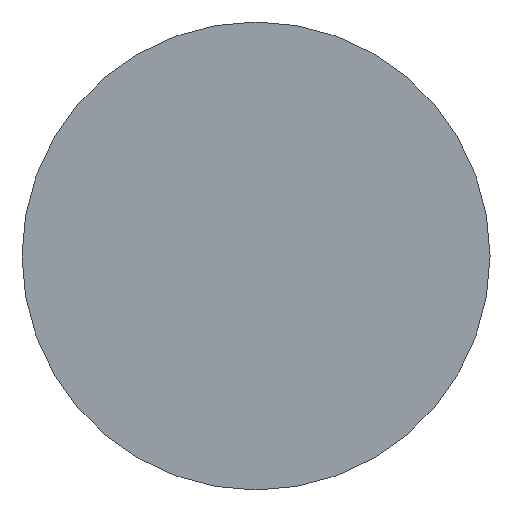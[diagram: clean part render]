
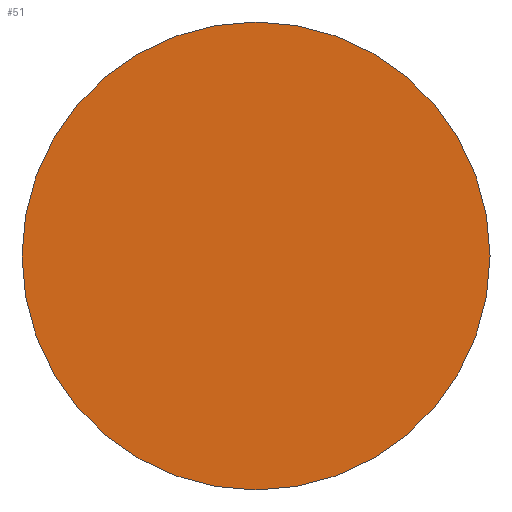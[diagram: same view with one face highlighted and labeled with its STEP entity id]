
A CAD part, front view. The second image highlights one B-rep face of the part: STEP entity #51.
In plain terms, the highlighted planar face has unit normal (0, -1, 0).
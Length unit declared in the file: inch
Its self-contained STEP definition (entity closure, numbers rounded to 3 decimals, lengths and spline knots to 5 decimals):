
#14 = DIRECTION ( 'NONE',  ( 0., -1., 0. ) ) ;
#18 = VERTEX_POINT ( 'NONE', #85 ) ;
#28 = EDGE_CURVE ( 'NONE', #18, #444, #290, .T. ) ;
#51 = ADVANCED_FACE ( 'NONE', ( #59 ), #446, .T. ) ;
#59 = FACE_OUTER_BOUND ( 'NONE', #343, .T. ) ;
#70 = ORIENTED_EDGE ( 'NONE', *, *, #253, .T. ) ;
#83 = CARTESIAN_POINT ( 'NONE',  ( 0., 0., 0. ) ) ;
#85 = CARTESIAN_POINT ( 'NONE',  ( 0., 0., 0.1875 ) ) ;
#234 = AXIS2_PLACEMENT_3D ( 'NONE', #314, #14, #443 ) ;
#253 = EDGE_CURVE ( 'NONE', #444, #18, #415, .T. ) ;
#279 = CARTESIAN_POINT ( 'NONE',  ( 0., 0., 0. ) ) ;
#281 = CARTESIAN_POINT ( 'NONE',  ( 0., 0., -0.1875 ) ) ;
#290 = CIRCLE ( 'NONE', #234, 0.1875 ) ;
#314 = CARTESIAN_POINT ( 'NONE',  ( 0., 0., 0. ) ) ;
#318 = AXIS2_PLACEMENT_3D ( 'NONE', #83, #327, #329 ) ;
#327 = DIRECTION ( 'NONE',  ( 0., -1., 0. ) ) ;
#329 = DIRECTION ( 'NONE',  ( 0., 0., -1. ) ) ;
#334 = DIRECTION ( 'NONE',  ( 0., -1., 0. ) ) ;
#343 = EDGE_LOOP ( 'NONE', ( #70, #442 ) ) ;
#397 = AXIS2_PLACEMENT_3D ( 'NONE', #279, #334, #449 ) ;
#415 = CIRCLE ( 'NONE', #318, 0.1875 ) ;
#442 = ORIENTED_EDGE ( 'NONE', *, *, #28, .T. ) ;
#443 = DIRECTION ( 'NONE',  ( 0., 0., -1. ) ) ;
#444 = VERTEX_POINT ( 'NONE', #281 ) ;
#446 = PLANE ( 'NONE',  #397 ) ;
#449 = DIRECTION ( 'NONE',  ( 0., 0., -1. ) ) ;
